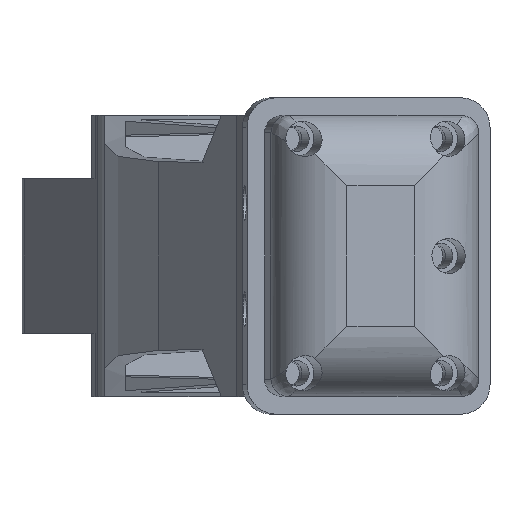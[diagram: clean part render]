
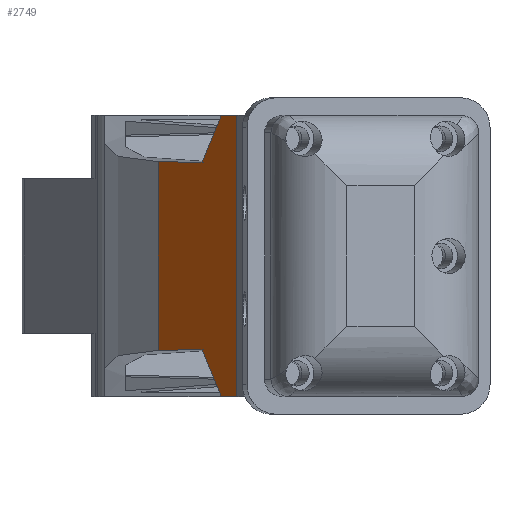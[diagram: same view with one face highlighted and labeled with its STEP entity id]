
A CAD part, left-side view. The second image highlights one B-rep face of the part: STEP entity #2749.
In plain terms, the highlighted planar face has unit normal (-0.174, 0.985, 0).
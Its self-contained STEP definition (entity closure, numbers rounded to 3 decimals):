
#225=PLANE('',#2964);
#336=FACE_OUTER_BOUND('',#504,.T.);
#504=EDGE_LOOP('',(#2172,#2173,#2174,#2175,#2176,#2177,#2178,#2179));
#660=B_SPLINE_CURVE_WITH_KNOTS('',3,(#4701,#4702,#4703,#4704),
 .UNSPECIFIED.,.F.,.F.,(4,4),(0.,4.04),.UNSPECIFIED.);
#661=B_SPLINE_CURVE_WITH_KNOTS('',3,(#4708,#4709,#4710,#4711),
 .UNSPECIFIED.,.F.,.F.,(4,4),(0.05,4.287),
 .UNSPECIFIED.);
#725=LINE('',#4099,#943);
#737=LINE('',#4140,#955);
#742=LINE('',#4160,#960);
#823=LINE('',#4697,#1041);
#825=LINE('',#4706,#1043);
#826=LINE('',#4712,#1044);
#943=VECTOR('',#3249,10.);
#955=VECTOR('',#3275,10.);
#960=VECTOR('',#3284,10.);
#1041=VECTOR('',#3487,10.);
#1043=VECTOR('',#3491,10.);
#1044=VECTOR('',#3492,10.);
#1190=VERTEX_POINT('',#4096);
#1191=VERTEX_POINT('',#4098);
#1204=VERTEX_POINT('',#4137);
#1205=VERTEX_POINT('',#4139);
#1209=VERTEX_POINT('',#4157);
#1295=VERTEX_POINT('',#4700);
#1296=VERTEX_POINT('',#4705);
#1297=VERTEX_POINT('',#4707);
#1474=EDGE_CURVE('',#1190,#1191,#725,.T.);
#1492=EDGE_CURVE('',#1204,#1205,#737,.T.);
#1499=EDGE_CURVE('',#1204,#1209,#742,.T.);
#1627=EDGE_CURVE('',#1190,#1205,#823,.T.);
#1629=EDGE_CURVE('',#1209,#1295,#660,.T.);
#1630=EDGE_CURVE('',#1296,#1295,#825,.T.);
#1631=EDGE_CURVE('',#1296,#1297,#661,.T.);
#1632=EDGE_CURVE('',#1297,#1191,#826,.T.);
#2172=ORIENTED_EDGE('',*,*,#1627,.T.);
#2173=ORIENTED_EDGE('',*,*,#1492,.F.);
#2174=ORIENTED_EDGE('',*,*,#1499,.T.);
#2175=ORIENTED_EDGE('',*,*,#1629,.T.);
#2176=ORIENTED_EDGE('',*,*,#1630,.F.);
#2177=ORIENTED_EDGE('',*,*,#1631,.T.);
#2178=ORIENTED_EDGE('',*,*,#1632,.T.);
#2179=ORIENTED_EDGE('',*,*,#1474,.F.);
#2749=ADVANCED_FACE('',(#336),#225,.T.);
#2964=AXIS2_PLACEMENT_3D('',#4699,#3489,#3490);
#3249=DIRECTION('',(0.985,0.174,0.));
#3275=DIRECTION('',(-0.985,-0.174,0.));
#3284=DIRECTION('',(0.907,0.16,-0.39));
#3487=DIRECTION('',(0.,0.,1.));
#3489=DIRECTION('center_axis',(-0.174,0.985,0.));
#3490=DIRECTION('ref_axis',(-0.985,-0.174,0.));
#3491=DIRECTION('',(0.,0.,1.));
#3492=DIRECTION('',(-0.907,-0.16,-0.39));
#4096=CARTESIAN_POINT('',(-240.103,-24.092,-24.));
#4098=CARTESIAN_POINT('',(-225.,-21.429,-24.));
#4099=CARTESIAN_POINT('',(-163.829,-10.643,-24.));
#4137=CARTESIAN_POINT('',(-225.,-21.429,24.));
#4139=CARTESIAN_POINT('',(-240.103,-24.092,24.));
#4140=CARTESIAN_POINT('',(-163.829,-10.643,24.));
#4157=CARTESIAN_POINT('',(-206.34,-18.139,15.978));
#4160=CARTESIAN_POINT('',(-190.731,-15.386,9.268));
#4697=CARTESIAN_POINT('',(-240.103,-24.092,0.));
#4699=CARTESIAN_POINT('Origin',(-163.829,-10.643,0.));
#4700=CARTESIAN_POINT('',(-163.829,-10.643,16.1));
#4701=CARTESIAN_POINT('Ctrl Pts',(-206.34,-18.139,15.978));
#4702=CARTESIAN_POINT('Ctrl Pts',(-193.077,-15.8,15.974));
#4703=CARTESIAN_POINT('Ctrl Pts',(-177.77,-13.101,15.999));
#4704=CARTESIAN_POINT('Ctrl Pts',(-163.829,-10.643,16.1));
#4705=CARTESIAN_POINT('',(-163.829,-10.643,-16.1));
#4706=CARTESIAN_POINT('',(-163.829,-10.643,0.));
#4707=CARTESIAN_POINT('',(-206.34,-18.139,-15.978));
#4708=CARTESIAN_POINT('Ctrl Pts',(-163.829,-10.643,-16.1));
#4709=CARTESIAN_POINT('Ctrl Pts',(-177.77,-13.101,-15.999));
#4710=CARTESIAN_POINT('Ctrl Pts',(-193.077,-15.8,-15.974));
#4711=CARTESIAN_POINT('Ctrl Pts',(-206.34,-18.139,-15.978));
#4712=CARTESIAN_POINT('',(-181.64,-13.783,-5.36));
